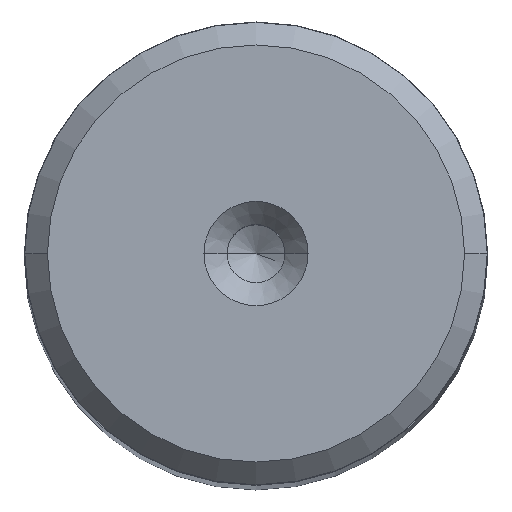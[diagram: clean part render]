
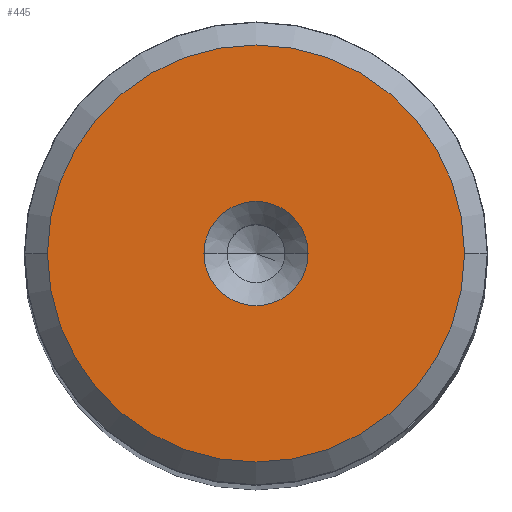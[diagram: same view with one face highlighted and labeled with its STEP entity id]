
A CAD part, top view. The second image highlights one B-rep face of the part: STEP entity #445.
In plain terms, the highlighted planar face has unit normal (0, 0, 1).
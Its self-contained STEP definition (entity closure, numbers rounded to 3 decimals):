
#18 = DIRECTION ( 'NONE',  ( 1., 0., 0. ) ) ;
#39 = CIRCLE ( 'NONE', #2063, 2.25 ) ;
#41 = CARTESIAN_POINT ( 'NONE',  ( 2.25, 0., 120. ) ) ;
#45 = CARTESIAN_POINT ( 'NONE',  ( -9.009, 0., 120. ) ) ;
#75 = PLANE ( 'NONE',  #1578 ) ;
#87 = DIRECTION ( 'NONE',  ( 0., 0., 1. ) ) ;
#88 = CARTESIAN_POINT ( 'NONE',  ( 9.009, 0., 120. ) ) ;
#161 = DIRECTION ( 'NONE',  ( 0., 0., 1. ) ) ;
#189 = ORIENTED_EDGE ( 'NONE', *, *, #1193, .T. ) ;
#207 = CIRCLE ( 'NONE', #2575, 9.009 ) ;
#308 = EDGE_CURVE ( 'NONE', #656, #393, #207, .T. ) ;
#393 = VERTEX_POINT ( 'NONE', #45 ) ;
#436 = DIRECTION ( 'NONE',  ( 0., 0., 1. ) ) ;
#445 = ADVANCED_FACE ( 'NONE', ( #1947, #1153 ), #75, .T. ) ;
#638 = CARTESIAN_POINT ( 'NONE',  ( -2.25, 0., 120. ) ) ;
#656 = VERTEX_POINT ( 'NONE', #88 ) ;
#753 = EDGE_LOOP ( 'NONE', ( #1633, #2008 ) ) ;
#763 = AXIS2_PLACEMENT_3D ( 'NONE', #2046, #1247, #18 ) ;
#777 = CIRCLE ( 'NONE', #763, 2.25 ) ;
#785 = EDGE_LOOP ( 'NONE', ( #189, #1998 ) ) ;
#1089 = CIRCLE ( 'NONE', #2486, 9.009 ) ;
#1108 = VERTEX_POINT ( 'NONE', #41 ) ;
#1147 = CARTESIAN_POINT ( 'NONE',  ( 0., 0., 120. ) ) ;
#1153 = FACE_OUTER_BOUND ( 'NONE', #785, .T. ) ;
#1158 = DIRECTION ( 'NONE',  ( 1., 0., 0. ) ) ;
#1193 = EDGE_CURVE ( 'NONE', #393, #656, #1089, .T. ) ;
#1247 = DIRECTION ( 'NONE',  ( 0., 0., 1. ) ) ;
#1280 = CARTESIAN_POINT ( 'NONE',  ( 0., 0., 120. ) ) ;
#1339 = EDGE_CURVE ( 'NONE', #2145, #1108, #39, .T. ) ;
#1541 = CARTESIAN_POINT ( 'NONE',  ( 0., 0., 120. ) ) ;
#1578 = AXIS2_PLACEMENT_3D ( 'NONE', #1280, #87, #2106 ) ;
#1633 = ORIENTED_EDGE ( 'NONE', *, *, #1897, .F. ) ;
#1638 = CARTESIAN_POINT ( 'NONE',  ( 0., 0., 120. ) ) ;
#1852 = DIRECTION ( 'NONE',  ( 1., 0., 0. ) ) ;
#1897 = EDGE_CURVE ( 'NONE', #1108, #2145, #777, .T. ) ;
#1947 = FACE_BOUND ( 'NONE', #753, .T. ) ;
#1998 = ORIENTED_EDGE ( 'NONE', *, *, #308, .T. ) ;
#2008 = ORIENTED_EDGE ( 'NONE', *, *, #1339, .F. ) ;
#2046 = CARTESIAN_POINT ( 'NONE',  ( 0., 0., 120. ) ) ;
#2063 = AXIS2_PLACEMENT_3D ( 'NONE', #1147, #161, #1158 ) ;
#2106 = DIRECTION ( 'NONE',  ( 1., 0., 0. ) ) ;
#2115 = DIRECTION ( 'NONE',  ( 0., 0., 1. ) ) ;
#2145 = VERTEX_POINT ( 'NONE', #638 ) ;
#2486 = AXIS2_PLACEMENT_3D ( 'NONE', #1541, #2115, #2510 ) ;
#2510 = DIRECTION ( 'NONE',  ( 1., 0., 0. ) ) ;
#2575 = AXIS2_PLACEMENT_3D ( 'NONE', #1638, #436, #1852 ) ;
